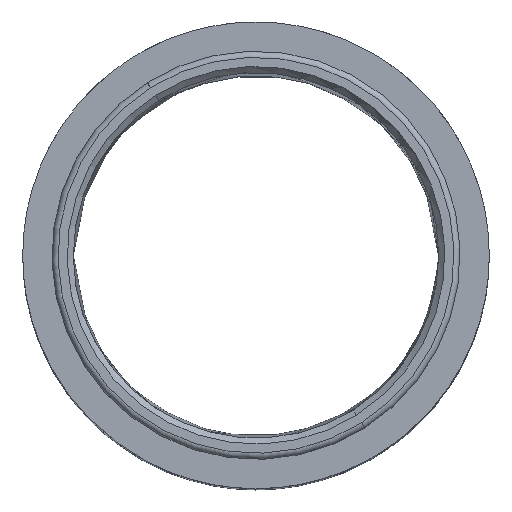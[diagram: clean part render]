
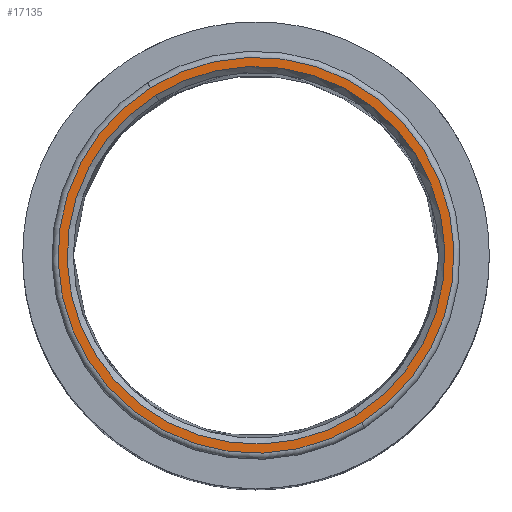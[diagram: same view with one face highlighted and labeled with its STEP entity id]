
A CAD part, top view. The second image highlights one B-rep face of the part: STEP entity #17135.
In plain terms, the highlighted planar face has unit normal (0, 0, 1).
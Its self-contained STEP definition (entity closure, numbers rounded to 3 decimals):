
#115 = CIRCLE ( 'NONE', #10366, 325. ) ;
#1005 = DIRECTION ( 'NONE',  ( 0., 0., 1. ) ) ;
#1113 = DIRECTION ( 'NONE',  ( 1., 0., 0. ) ) ;
#1551 = CARTESIAN_POINT ( 'NONE',  ( 0., 0., 1250. ) ) ;
#2096 = DIRECTION ( 'NONE',  ( 0., 0., -1. ) ) ;
#4443 = CARTESIAN_POINT ( 'NONE',  ( 173.071, -275.085, 1250. ) ) ;
#4523 = AXIS2_PLACEMENT_3D ( 'NONE', #20923, #19218, #12367 ) ;
#5286 = DIRECTION ( 'NONE',  ( 0., 0., -1. ) ) ;
#5345 = ORIENTED_EDGE ( 'NONE', *, *, #7792, .T. ) ;
#5876 = VERTEX_POINT ( 'NONE', #19420 ) ;
#6721 = CIRCLE ( 'NONE', #16622, 310. ) ;
#7120 = CARTESIAN_POINT ( 'NONE',  ( 0., 0., 1250. ) ) ;
#7353 = DIRECTION ( 'NONE',  ( -0.533, 0.846, 0. ) ) ;
#7792 = EDGE_CURVE ( 'NONE', #5876, #14684, #8178, .T. ) ;
#7838 = AXIS2_PLACEMENT_3D ( 'NONE', #7120, #5286, #20847 ) ;
#7931 = EDGE_CURVE ( 'NONE', #14684, #5876, #6721, .T. ) ;
#8178 = CIRCLE ( 'NONE', #7838, 310. ) ;
#8541 = DIRECTION ( 'NONE',  ( -0.533, 0.846, 0. ) ) ;
#8566 = VERTEX_POINT ( 'NONE', #4443 ) ;
#9029 = EDGE_LOOP ( 'NONE', ( #13584, #15076 ) ) ;
#9496 = EDGE_CURVE ( 'NONE', #15150, #8566, #11517, .T. ) ;
#10366 = AXIS2_PLACEMENT_3D ( 'NONE', #17790, #2096, #7353 ) ;
#11337 = FACE_BOUND ( 'NONE', #20518, .T. ) ;
#11517 = CIRCLE ( 'NONE', #4523, 325. ) ;
#12102 = DIRECTION ( 'NONE',  ( 0., 0., -1. ) ) ;
#12367 = DIRECTION ( 'NONE',  ( -0.533, 0.846, 0. ) ) ;
#13584 = ORIENTED_EDGE ( 'NONE', *, *, #9496, .F. ) ;
#13599 = FACE_OUTER_BOUND ( 'NONE', #9029, .T. ) ;
#14027 = AXIS2_PLACEMENT_3D ( 'NONE', #20331, #1005, #1113 ) ;
#14064 = CARTESIAN_POINT ( 'NONE',  ( -165.083, 262.388, 1250. ) ) ;
#14684 = VERTEX_POINT ( 'NONE', #14064 ) ;
#15076 = ORIENTED_EDGE ( 'NONE', *, *, #21479, .F. ) ;
#15150 = VERTEX_POINT ( 'NONE', #20114 ) ;
#16622 = AXIS2_PLACEMENT_3D ( 'NONE', #1551, #12102, #8541 ) ;
#17135 = ADVANCED_FACE ( 'NONE', ( #11337, #13599 ), #18619, .T. ) ;
#17790 = CARTESIAN_POINT ( 'NONE',  ( 0., 0., 1250. ) ) ;
#17915 = ORIENTED_EDGE ( 'NONE', *, *, #7931, .T. ) ;
#18619 = PLANE ( 'NONE',  #14027 ) ;
#19218 = DIRECTION ( 'NONE',  ( 0., 0., -1. ) ) ;
#19420 = CARTESIAN_POINT ( 'NONE',  ( 165.083, -262.388, 1250. ) ) ;
#20114 = CARTESIAN_POINT ( 'NONE',  ( -173.071, 275.085, 1250. ) ) ;
#20331 = CARTESIAN_POINT ( 'NONE',  ( 0., 0., 1250. ) ) ;
#20518 = EDGE_LOOP ( 'NONE', ( #5345, #17915 ) ) ;
#20847 = DIRECTION ( 'NONE',  ( -0.533, 0.846, 0. ) ) ;
#20923 = CARTESIAN_POINT ( 'NONE',  ( 0., 0., 1250. ) ) ;
#21479 = EDGE_CURVE ( 'NONE', #8566, #15150, #115, .T. ) ;
